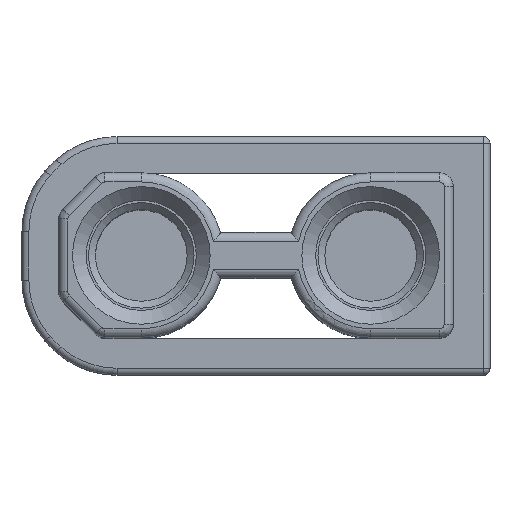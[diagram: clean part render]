
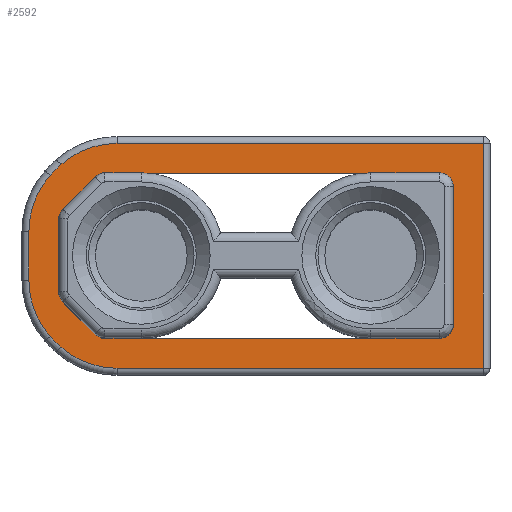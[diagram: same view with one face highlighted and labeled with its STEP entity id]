
A CAD part, top view. The second image highlights one B-rep face of the part: STEP entity #2592.
In plain terms, the highlighted planar face has unit normal (0, 0, 1).
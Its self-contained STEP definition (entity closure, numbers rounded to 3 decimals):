
#48=FACE_BOUND('',#723,.T.);
#76=PLANE('',#2834);
#139=LINE('',#5226,#303);
#149=LINE('',#5253,#313);
#152=LINE('',#5258,#316);
#155=LINE('',#5269,#319);
#158=LINE('',#5274,#322);
#161=LINE('',#5285,#325);
#163=LINE('',#5288,#327);
#165=LINE('',#5294,#329);
#173=LINE('',#5316,#337);
#174=LINE('',#5318,#338);
#175=LINE('',#5320,#339);
#176=LINE('',#5328,#340);
#177=LINE('',#5334,#341);
#178=LINE('',#5335,#342);
#303=VECTOR('',#3298,1.);
#313=VECTOR('',#3324,1.);
#316=VECTOR('',#3329,1.);
#319=VECTOR('',#3342,1.);
#322=VECTOR('',#3347,1.);
#325=VECTOR('',#3360,1.);
#327=VECTOR('',#3364,1.);
#329=VECTOR('',#3372,1.);
#337=VECTOR('',#3396,1.);
#338=VECTOR('',#3397,1.);
#339=VECTOR('',#3398,1.);
#340=VECTOR('',#3405,1.);
#341=VECTOR('',#3412,1.);
#342=VECTOR('',#3413,1.);
#557=FACE_OUTER_BOUND('',#722,.T.);
#722=EDGE_LOOP('',(#1874,#1875,#1876,#1877,#1878,#1879,#1880,#1881,#1882,
#1883));
#723=EDGE_LOOP('',(#1884,#1885,#1886,#1887,#1888,#1889,#1890,#1891,#1892,
#1893,#1894,#1895,#1896,#1897,#1898,#1899));
#884=CIRCLE('',#2805,0.3);
#888=CIRCLE('',#2813,0.3);
#889=CIRCLE('',#2815,0.3);
#890=CIRCLE('',#2819,0.3);
#891=CIRCLE('',#2821,0.3);
#892=CIRCLE('',#2825,0.3);
#895=CIRCLE('',#2835,1.85);
#896=CIRCLE('',#2836,2.65);
#897=CIRCLE('',#2837,1.85);
#898=CIRCLE('',#2838,1.85);
#899=CIRCLE('',#2839,2.65);
#900=CIRCLE('',#2840,1.85);
#1086=VERTEX_POINT('',#5211);
#1089=VERTEX_POINT('',#5217);
#1091=VERTEX_POINT('',#5225);
#1093=VERTEX_POINT('',#5233);
#1094=VERTEX_POINT('',#5237);
#1097=VERTEX_POINT('',#5243);
#1100=VERTEX_POINT('',#5252);
#1101=VERTEX_POINT('',#5256);
#1102=VERTEX_POINT('',#5260);
#1103=VERTEX_POINT('',#5264);
#1104=VERTEX_POINT('',#5268);
#1105=VERTEX_POINT('',#5272);
#1106=VERTEX_POINT('',#5276);
#1107=VERTEX_POINT('',#5280);
#1108=VERTEX_POINT('',#5284);
#1109=VERTEX_POINT('',#5290);
#1114=VERTEX_POINT('',#5314);
#1115=VERTEX_POINT('',#5315);
#1116=VERTEX_POINT('',#5317);
#1117=VERTEX_POINT('',#5319);
#1118=VERTEX_POINT('',#5321);
#1119=VERTEX_POINT('',#5323);
#1120=VERTEX_POINT('',#5325);
#1121=VERTEX_POINT('',#5327);
#1122=VERTEX_POINT('',#5329);
#1123=VERTEX_POINT('',#5331);
#1343=EDGE_CURVE('',#1091,#1089,#139,.T.);
#1348=EDGE_CURVE('',#1093,#1091,#884,.T.);
#1357=EDGE_CURVE('',#1100,#1093,#149,.T.);
#1360=EDGE_CURVE('',#1094,#1101,#152,.T.);
#1362=EDGE_CURVE('',#1102,#1100,#888,.T.);
#1364=EDGE_CURVE('',#1101,#1103,#889,.T.);
#1365=EDGE_CURVE('',#1104,#1102,#155,.T.);
#1368=EDGE_CURVE('',#1103,#1105,#158,.T.);
#1369=EDGE_CURVE('',#1106,#1104,#890,.T.);
#1372=EDGE_CURVE('',#1105,#1107,#891,.T.);
#1373=EDGE_CURVE('',#1106,#1108,#161,.T.);
#1375=EDGE_CURVE('',#1107,#1097,#163,.T.);
#1377=EDGE_CURVE('',#1108,#1109,#892,.T.);
#1378=EDGE_CURVE('',#1086,#1109,#165,.T.);
#1388=EDGE_CURVE('',#1114,#1115,#173,.T.);
#1389=EDGE_CURVE('',#1116,#1114,#174,.T.);
#1390=EDGE_CURVE('',#1117,#1116,#175,.T.);
#1391=EDGE_CURVE('',#1118,#1117,#895,.T.);
#1392=EDGE_CURVE('',#1119,#1118,#896,.T.);
#1393=EDGE_CURVE('',#1120,#1119,#897,.T.);
#1394=EDGE_CURVE('',#1121,#1120,#176,.T.);
#1395=EDGE_CURVE('',#1122,#1121,#898,.T.);
#1396=EDGE_CURVE('',#1123,#1122,#899,.T.);
#1397=EDGE_CURVE('',#1115,#1123,#900,.T.);
#1398=EDGE_CURVE('',#1097,#1086,#177,.T.);
#1399=EDGE_CURVE('',#1089,#1094,#178,.T.);
#1874=ORIENTED_EDGE('',*,*,#1388,.F.);
#1875=ORIENTED_EDGE('',*,*,#1389,.F.);
#1876=ORIENTED_EDGE('',*,*,#1390,.F.);
#1877=ORIENTED_EDGE('',*,*,#1391,.F.);
#1878=ORIENTED_EDGE('',*,*,#1392,.F.);
#1879=ORIENTED_EDGE('',*,*,#1393,.F.);
#1880=ORIENTED_EDGE('',*,*,#1394,.F.);
#1881=ORIENTED_EDGE('',*,*,#1395,.F.);
#1882=ORIENTED_EDGE('',*,*,#1396,.F.);
#1883=ORIENTED_EDGE('',*,*,#1397,.F.);
#1884=ORIENTED_EDGE('',*,*,#1372,.T.);
#1885=ORIENTED_EDGE('',*,*,#1375,.T.);
#1886=ORIENTED_EDGE('',*,*,#1398,.T.);
#1887=ORIENTED_EDGE('',*,*,#1378,.T.);
#1888=ORIENTED_EDGE('',*,*,#1377,.F.);
#1889=ORIENTED_EDGE('',*,*,#1373,.F.);
#1890=ORIENTED_EDGE('',*,*,#1369,.T.);
#1891=ORIENTED_EDGE('',*,*,#1365,.T.);
#1892=ORIENTED_EDGE('',*,*,#1362,.T.);
#1893=ORIENTED_EDGE('',*,*,#1357,.T.);
#1894=ORIENTED_EDGE('',*,*,#1348,.T.);
#1895=ORIENTED_EDGE('',*,*,#1343,.T.);
#1896=ORIENTED_EDGE('',*,*,#1399,.T.);
#1897=ORIENTED_EDGE('',*,*,#1360,.T.);
#1898=ORIENTED_EDGE('',*,*,#1364,.T.);
#1899=ORIENTED_EDGE('',*,*,#1368,.T.);
#2592=ADVANCED_FACE('',(#557,#48),#76,.T.);
#2805=AXIS2_PLACEMENT_3D('',#5235,#3307,#3308);
#2813=AXIS2_PLACEMENT_3D('',#5262,#3333,#3334);
#2815=AXIS2_PLACEMENT_3D('',#5266,#3338,#3339);
#2819=AXIS2_PLACEMENT_3D('',#5277,#3350,#3351);
#2821=AXIS2_PLACEMENT_3D('',#5282,#3356,#3357);
#2825=AXIS2_PLACEMENT_3D('',#5292,#3368,#3369);
#2834=AXIS2_PLACEMENT_3D('',#5313,#3394,#3395);
#2835=AXIS2_PLACEMENT_3D('',#5322,#3399,#3400);
#2836=AXIS2_PLACEMENT_3D('',#5324,#3401,#3402);
#2837=AXIS2_PLACEMENT_3D('',#5326,#3403,#3404);
#2838=AXIS2_PLACEMENT_3D('',#5330,#3406,#3407);
#2839=AXIS2_PLACEMENT_3D('',#5332,#3408,#3409);
#2840=AXIS2_PLACEMENT_3D('',#5333,#3410,#3411);
#3298=DIRECTION('',(1.,0.,0.));
#3307=DIRECTION('center_axis',(0.,0.,-1.));
#3308=DIRECTION('ref_axis',(-0.707,0.707,0.));
#3324=DIRECTION('',(0.707,0.707,0.));
#3329=DIRECTION('',(1.,0.,0.));
#3333=DIRECTION('center_axis',(0.,0.,-1.));
#3334=DIRECTION('ref_axis',(-1.,0.,0.));
#3338=DIRECTION('center_axis',(0.,0.,-1.));
#3339=DIRECTION('ref_axis',(0.,1.,0.));
#3342=DIRECTION('',(0.,1.,0.));
#3347=DIRECTION('',(0.,-1.,0.));
#3350=DIRECTION('center_axis',(0.,0.,-1.));
#3351=DIRECTION('ref_axis',(-1.,0.,0.));
#3356=DIRECTION('center_axis',(0.,0.,-1.));
#3357=DIRECTION('ref_axis',(1.,0.,0.));
#3360=DIRECTION('',(0.707,-0.707,0.));
#3364=DIRECTION('',(-1.,0.,0.));
#3368=DIRECTION('center_axis',(0.,0.,1.));
#3369=DIRECTION('ref_axis',(0.,-1.,0.));
#3372=DIRECTION('',(-1.,0.,0.));
#3394=DIRECTION('center_axis',(0.,0.,1.));
#3395=DIRECTION('ref_axis',(1.,0.,0.));
#3396=DIRECTION('',(-1.,0.,0.));
#3397=DIRECTION('',(0.,-1.,0.));
#3398=DIRECTION('',(1.,0.,0.));
#3399=DIRECTION('center_axis',(0.,0.,-1.));
#3400=DIRECTION('ref_axis',(-0.661,0.75,0.));
#3401=DIRECTION('center_axis',(0.,0.,-1.));
#3402=DIRECTION('ref_axis',(-0.75,0.661,0.));
#3403=DIRECTION('center_axis',(0.,0.,-1.));
#3404=DIRECTION('ref_axis',(-1.,0.,0.));
#3405=DIRECTION('',(0.,1.,0.));
#3406=DIRECTION('center_axis',(0.,0.,-1.));
#3407=DIRECTION('ref_axis',(-0.75,-0.661,0.));
#3408=DIRECTION('center_axis',(0.,0.,-1.));
#3409=DIRECTION('ref_axis',(-0.661,-0.75,0.));
#3410=DIRECTION('center_axis',(0.,0.,-1.));
#3411=DIRECTION('ref_axis',(0.,-1.,0.));
#3412=DIRECTION('',(-1.,0.,0.));
#3413=DIRECTION('',(1.,0.,0.));
#5211=CARTESIAN_POINT('',(-2.5,-1.8,3.4));
#5217=CARTESIAN_POINT('',(-2.5,1.8,3.4));
#5225=CARTESIAN_POINT('',(-3.293,1.8,3.4));
#5226=CARTESIAN_POINT('',(-4.3,1.8,3.4));
#5233=CARTESIAN_POINT('',(-3.505,1.712,3.4));
#5235=CARTESIAN_POINT('Origin',(-3.293,1.5,3.4));
#5237=CARTESIAN_POINT('',(2.5,1.8,3.4));
#5243=CARTESIAN_POINT('',(2.5,-1.8,3.4));
#5252=CARTESIAN_POINT('',(-4.212,1.005,3.4));
#5253=CARTESIAN_POINT('',(-5.018,0.199,3.4));
#5256=CARTESIAN_POINT('',(4.,1.8,3.4));
#5258=CARTESIAN_POINT('',(-4.3,1.8,3.4));
#5260=CARTESIAN_POINT('',(-4.3,0.793,3.4));
#5262=CARTESIAN_POINT('Origin',(-4.,0.793,3.4));
#5264=CARTESIAN_POINT('',(4.3,1.5,3.4));
#5266=CARTESIAN_POINT('Origin',(4.,1.5,3.4));
#5268=CARTESIAN_POINT('',(-4.3,-0.793,3.4));
#5269=CARTESIAN_POINT('',(-4.3,-1.02,3.4));
#5272=CARTESIAN_POINT('',(4.3,-1.5,3.4));
#5274=CARTESIAN_POINT('',(4.3,0.48,3.4));
#5276=CARTESIAN_POINT('',(-4.212,-1.005,3.4));
#5277=CARTESIAN_POINT('Origin',(-4.,-0.793,3.4));
#5280=CARTESIAN_POINT('',(4.,-1.8,3.4));
#5282=CARTESIAN_POINT('Origin',(4.,-1.5,3.4));
#5284=CARTESIAN_POINT('',(-3.505,-1.712,3.4));
#5285=CARTESIAN_POINT('',(-4.499,-0.718,3.4));
#5288=CARTESIAN_POINT('',(-0.3,-1.8,3.4));
#5290=CARTESIAN_POINT('',(-3.293,-1.8,3.4));
#5292=CARTESIAN_POINT('Origin',(-3.293,-1.5,3.4));
#5294=CARTESIAN_POINT('',(-0.3,-1.8,3.4));
#5313=CARTESIAN_POINT('Origin',(-5.1,-1.039,3.4));
#5314=CARTESIAN_POINT('',(4.95,-2.45,3.4));
#5315=CARTESIAN_POINT('',(-3.029,-2.45,3.4));
#5316=CARTESIAN_POINT('',(4.95,-2.45,3.4));
#5317=CARTESIAN_POINT('',(4.95,2.45,3.4));
#5318=CARTESIAN_POINT('',(4.95,2.45,3.4));
#5319=CARTESIAN_POINT('',(-3.029,2.45,3.4));
#5320=CARTESIAN_POINT('',(-3.029,2.45,3.4));
#5321=CARTESIAN_POINT('',(-4.253,1.988,3.4));
#5322=CARTESIAN_POINT('Origin',(-3.029,0.6,3.4));
#5323=CARTESIAN_POINT('',(-4.488,1.753,3.4));
#5324=CARTESIAN_POINT('Origin',(-2.5,0.,3.4));
#5325=CARTESIAN_POINT('',(-4.95,0.529,3.4));
#5326=CARTESIAN_POINT('Origin',(-3.1,0.529,3.4));
#5327=CARTESIAN_POINT('',(-4.95,-0.529,3.4));
#5328=CARTESIAN_POINT('',(-4.95,-0.529,3.4));
#5329=CARTESIAN_POINT('',(-4.488,-1.753,3.4));
#5330=CARTESIAN_POINT('Origin',(-3.1,-0.529,3.4));
#5331=CARTESIAN_POINT('',(-4.253,-1.987,3.4));
#5332=CARTESIAN_POINT('Origin',(-2.5,0.,3.4));
#5333=CARTESIAN_POINT('Origin',(-3.029,-0.6,3.4));
#5334=CARTESIAN_POINT('',(-0.3,-1.8,3.4));
#5335=CARTESIAN_POINT('',(-4.3,1.8,3.4));
